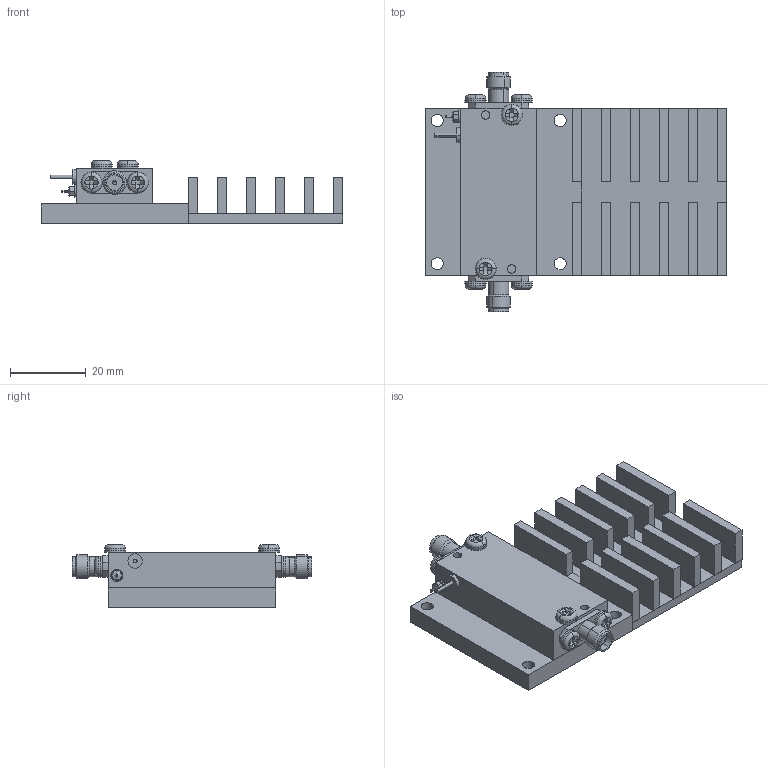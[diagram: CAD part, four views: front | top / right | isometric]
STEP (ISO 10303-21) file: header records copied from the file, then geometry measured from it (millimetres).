
FILE_DESCRIPTION((''),'2;1');
FILE_NAME('AMF-4D-00500800-18-13P-HS.stp','2011-11-14T16:14:30',(''),(''),'Mechanical Desktop 2011','Mechanical Desktop 2011',', , ');
FILE_SCHEMA(('AUTOMOTIVE_DESIGN { 1 2 10303 214 1 1 1 1 }'));
Length unit declared in the file: millimetre
Products named in the file (1): Product
Bounding box: 79.6 x 63.2 x 16.5 mm (x, y, z)
Volume: 27755.7 mm3; surface area: 19723.7 mm2
Topology: 34 solids, 34 shells, 348 faces, 759 edges, 489 vertices
Faces by surface type: plane 232, cylinder 78, cone 16, bspline 12, torus 10
Entity records: 9596 total; most frequent: CARTESIAN_POINT 1757, DIRECTION 1628, ORIENTED_EDGE 1510, EDGE_CURVE 755, VECTOR 556, LINE 556, AXIS2_PLACEMENT_3D 536, VERTEX_POINT 489
